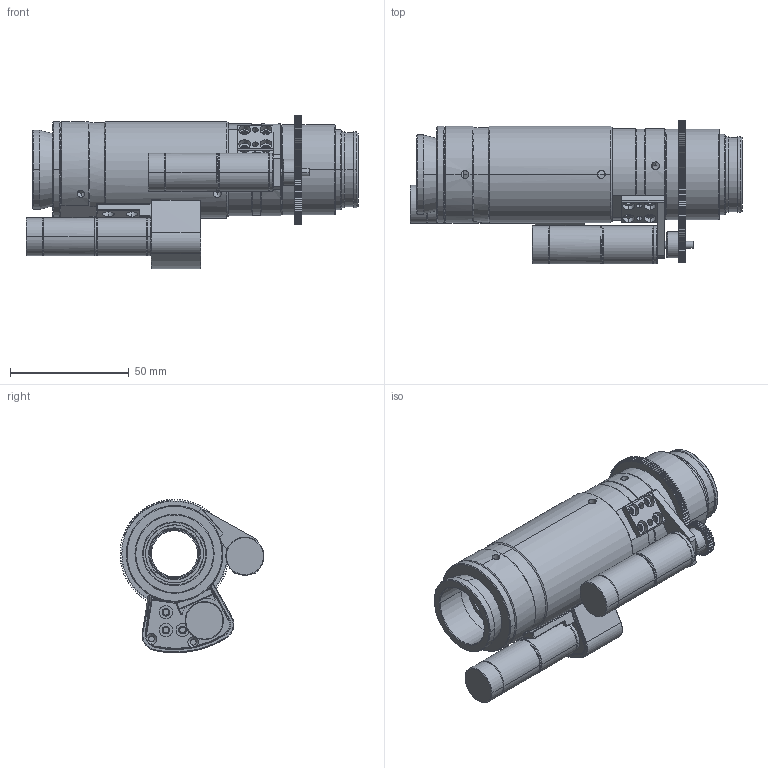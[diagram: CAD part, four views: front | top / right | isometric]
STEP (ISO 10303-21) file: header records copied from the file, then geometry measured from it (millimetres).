
FILE_DESCRIPTION (( 'STEP AP203' ), '1' );
FILE_NAME ('VP-LZ-65110-12.STEP', '2024-07-12T08:35:05', ( 'User' ), ( 'china' ), 'SwSTEP 2.0', 'SolidWorks 2015', '' );
FILE_SCHEMA (( 'CONFIG_CONTROL_DESIGN' ));
Products named in the file (2): VP-LZ-65110-12
Bounding box: 139.7 x 60.52 x 64.55 mm (x, y, z)
Surface area: 49629.9 mm2 (no closed solid volume)
Topology: 0 solids, 25 shells, 1053 faces, 3213 edges, 2158 vertices
Faces by surface type: cylinder 849, cone 112, plane 67, bspline 25
Entity records: 45112 total; most frequent: CARTESIAN_POINT 17658, ORIENTED_EDGE 6030, DIRECTION 5187, EDGE_CURVE 3199, VERTEX_POINT 2158, AXIS2_PLACEMENT_3D 2046, EDGE_LOOP 1143, VECTOR 1095
